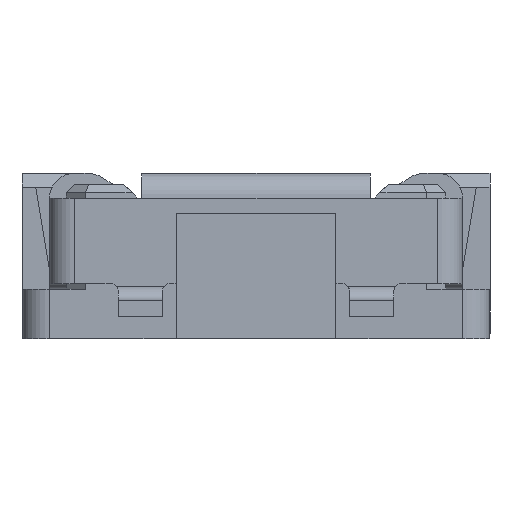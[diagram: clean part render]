
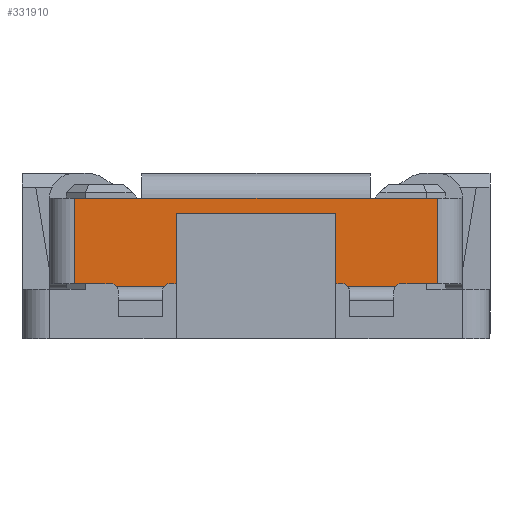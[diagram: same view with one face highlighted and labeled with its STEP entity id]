
A CAD part, left-side view. The second image highlights one B-rep face of the part: STEP entity #331910.
In plain terms, the highlighted face is planar.
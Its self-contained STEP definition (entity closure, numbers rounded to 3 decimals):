
#319060=CARTESIAN_POINT('',(2.375,-0.53,
11.605));
#319070=VERTEX_POINT('',#319060);
#325860=CARTESIAN_POINT('',(2.5,-0.22,
11.605));
#325870=VERTEX_POINT('',#325860);
#326190=CARTESIAN_POINT('',(2.5,-0.445,
11.605));
#326200=VERTEX_POINT('',#326190);
#326230=CARTESIAN_POINT('',(2.5,-0.3,11.605));
#326240=DIRECTION('',(0.,-1.,0.));
#326250=VECTOR('',#326240,1.);
#326260=LINE('',#326230,#326250);
#326270=EDGE_CURVE('',#325870,#326200,#326260,.T.);
#326390=CARTESIAN_POINT('',(2.925,-0.22,
11.605));
#326400=DIRECTION('',(-1.,0.,0.));
#326410=VECTOR('',#326400,1.);
#326420=LINE('',#326390,#326410);
#326430=CARTESIAN_POINT('',(2.48,-0.22,
11.605));
#326440=VERTEX_POINT('',#326430);
#326450=EDGE_CURVE('',#325870,#326440,#326420,.T.);
#326830=CARTESIAN_POINT('',(3.1,-0.22,
11.605));
#326840=VERTEX_POINT('',#326830);
#326870=CARTESIAN_POINT('',(2.925,-0.22,
11.605));
#326880=DIRECTION('',(-1.,0.,0.));
#326890=VECTOR('',#326880,1.);
#326900=LINE('',#326870,#326890);
#326910=CARTESIAN_POINT('',(3.08,-0.22,
11.605));
#326920=VERTEX_POINT('',#326910);
#326930=EDGE_CURVE('',#326840,#326920,#326900,.T.);
#329250=CARTESIAN_POINT('',(3.298,-0.21,
11.605));
#329260=VERTEX_POINT('',#329250);
#329290=CARTESIAN_POINT('',(3.345,-0.21,
11.605));
#329300=DIRECTION('',(-1.,0.,0.));
#329310=VECTOR('',#329300,1.);
#329320=LINE('',#329290,#329310);
#329330=CARTESIAN_POINT('',(3.122,-0.21,
11.605));
#329340=VERTEX_POINT('',#329330);
#329350=EDGE_CURVE('',#329260,#329340,#329320,.T.);
#329950=CARTESIAN_POINT('',(3.1,-0.19,
11.605));
#329960=DIRECTION('',(0.,0.,-1.));
#329970=DIRECTION('',(1.,0.,0.));
#329980=AXIS2_PLACEMENT_3D('',#329950,#329960,#329970);
#329990=CIRCLE('',#329980,0.03);
#330000=EDGE_CURVE('',#329340,#326840,#329990,.T.);
#330160=CARTESIAN_POINT('',(3.32,-0.22,
11.605));
#330170=VERTEX_POINT('',#330160);
#330560=CARTESIAN_POINT('',(3.45,-0.22,
11.605));
#330570=VERTEX_POINT('',#330560);
#330600=CARTESIAN_POINT('',(2.925,-0.22,
11.605));
#330610=DIRECTION('',(-1.,0.,0.));
#330620=VECTOR('',#330610,1.);
#330630=LINE('',#330600,#330620);
#330640=EDGE_CURVE('',#330570,#330170,#330630,.T.);
#330790=CARTESIAN_POINT('',(3.45,-0.53,
11.605));
#330800=VERTEX_POINT('',#330790);
#330830=CARTESIAN_POINT('',(3.45,-0.17,
11.605));
#330840=DIRECTION('',(0.,-1.,0.));
#330850=VECTOR('',#330840,1.);
#330860=LINE('',#330830,#330850);
#330870=EDGE_CURVE('',#330570,#330800,#330860,.T.);
#330940=CARTESIAN_POINT('',(2.375,-0.47,
11.605));
#330950=DIRECTION('',(0.,0.,-1.));
#330960=DIRECTION('',(0.,1.,0.));
#330970=AXIS2_PLACEMENT_3D('',#330940,#330950,#330960);
#330980=PLANE('',#330970);
#330990=CARTESIAN_POINT('',(2.375,-0.53,
11.605));
#331000=DIRECTION('',(1.,0.,0.));
#331010=VECTOR('',#331000,1.);
#331020=LINE('',#330990,#331010);
#331030=CARTESIAN_POINT('',(3.205,-0.53,
11.605));
#331040=VERTEX_POINT('',#331030);
#331050=EDGE_CURVE('',#319070,#331040,#331020,.T.);
#331060=ORIENTED_EDGE('',*,*,#331050,.T.);
#331070=CARTESIAN_POINT('',(2.705,-0.53,
11.605));
#331080=DIRECTION('',(-1.,0.,0.));
#331090=VECTOR('',#331080,1.);
#331100=LINE('',#331070,#331090);
#331110=CARTESIAN_POINT('',(2.13,-0.53,
11.605));
#331120=VERTEX_POINT('',#331110);
#331130=EDGE_CURVE('',#319070,#331120,#331100,.T.);
#331140=ORIENTED_EDGE('',*,*,#331130,.F.);
#331150=CARTESIAN_POINT('',(2.13,-0.19,
11.605));
#331160=DIRECTION('',(0.,1.,0.));
#331170=VECTOR('',#331160,1.);
#331180=LINE('',#331150,#331170);
#331190=CARTESIAN_POINT('',(2.13,-0.22,
11.605));
#331200=VERTEX_POINT('',#331190);
#331210=EDGE_CURVE('',#331120,#331200,#331180,.T.);
#331220=ORIENTED_EDGE('',*,*,#331210,.F.);
#331230=CARTESIAN_POINT('',(2.925,-0.22,
11.605));
#331240=DIRECTION('',(-1.,0.,0.));
#331250=VECTOR('',#331240,1.);
#331260=LINE('',#331230,#331250);
#331270=CARTESIAN_POINT('',(2.26,-0.22,
11.605));
#331280=VERTEX_POINT('',#331270);
#331290=EDGE_CURVE('',#331280,#331200,#331260,.T.);
#331300=ORIENTED_EDGE('',*,*,#331290,.T.);
#331310=CARTESIAN_POINT('',(2.26,-0.19,
11.605));
#331320=DIRECTION('',(0.,0.,-1.));
#331330=DIRECTION('',(1.,0.,0.));
#331340=AXIS2_PLACEMENT_3D('',#331310,#331320,#331330);
#331350=CIRCLE('',#331340,0.03);
#331360=CARTESIAN_POINT('',(2.282,-0.21,
11.605));
#331370=VERTEX_POINT('',#331360);
#331380=EDGE_CURVE('',#331370,#331280,#331350,.T.);
#331390=ORIENTED_EDGE('',*,*,#331380,.T.);
#331400=CARTESIAN_POINT('',(2.545,-0.21,
11.605));
#331410=DIRECTION('',(-1.,0.,0.));
#331420=VECTOR('',#331410,1.);
#331430=LINE('',#331400,#331420);
#331440=CARTESIAN_POINT('',(2.458,-0.21,
11.605));
#331450=VERTEX_POINT('',#331440);
#331460=EDGE_CURVE('',#331450,#331370,#331430,.T.);
#331470=ORIENTED_EDGE('',*,*,#331460,.T.);
#331480=CARTESIAN_POINT('',(2.48,-0.19,
11.605));
#331490=DIRECTION('',(0.,0.,1.));
#331500=DIRECTION('',(-1.,0.,0.));
#331510=AXIS2_PLACEMENT_3D('',#331480,#331490,#331500);
#331520=CIRCLE('',#331510,0.03);
#331530=EDGE_CURVE('',#331450,#326440,#331520,.T.);
#331540=ORIENTED_EDGE('',*,*,#331530,.F.);
#331550=ORIENTED_EDGE('',*,*,#326450,.T.);
#331560=ORIENTED_EDGE('',*,*,#326270,.F.);
#331570=CARTESIAN_POINT('',(2.79,-0.445,
11.605));
#331580=DIRECTION('',(1.,0.,0.));
#331590=VECTOR('',#331580,1.);
#331600=LINE('',#331570,#331590);
#331610=CARTESIAN_POINT('',(3.08,-0.445,
11.605));
#331620=VERTEX_POINT('',#331610);
#331630=EDGE_CURVE('',#326200,#331620,#331600,.T.);
#331640=ORIENTED_EDGE('',*,*,#331630,.F.);
#331650=CARTESIAN_POINT('',(3.08,-0.3,11.605));
#331660=DIRECTION('',(0.,-1.,0.));
#331670=VECTOR('',#331660,1.);
#331680=LINE('',#331650,#331670);
#331690=EDGE_CURVE('',#326920,#331620,#331680,.T.);
#331700=ORIENTED_EDGE('',*,*,#331690,.T.);
#331710=ORIENTED_EDGE('',*,*,#326930,.T.);
#331720=ORIENTED_EDGE('',*,*,#330000,.T.);
#331730=ORIENTED_EDGE('',*,*,#329350,.T.);
#331740=CARTESIAN_POINT('',(3.32,-0.19,
11.605));
#331750=DIRECTION('',(0.,0.,-1.));
#331760=DIRECTION('',(1.,0.,0.));
#331770=AXIS2_PLACEMENT_3D('',#331740,#331750,#331760);
#331780=CIRCLE('',#331770,0.03);
#331790=EDGE_CURVE('',#330170,#329260,#331780,.T.);
#331800=ORIENTED_EDGE('',*,*,#331790,.T.);
#331810=ORIENTED_EDGE('',*,*,#330640,.T.);
#331820=ORIENTED_EDGE('',*,*,#330870,.F.);
#331830=CARTESIAN_POINT('',(2.925,-0.53,
11.605));
#331840=DIRECTION('',(-1.,0.,0.));
#331850=VECTOR('',#331840,1.);
#331860=LINE('',#331830,#331850);
#331870=EDGE_CURVE('',#330800,#331040,#331860,.T.);
#331880=ORIENTED_EDGE('',*,*,#331870,.F.);
#331890=EDGE_LOOP('',(#331880,#331820,#331810,#331800,#331730,#331720,
#331710,#331700,#331640,#331560,#331550,#331540,#331470,#331390,#331300,
#331220,#331140,#331060));
#331900=FACE_OUTER_BOUND('',#331890,.T.);
#331910=ADVANCED_FACE('',(#331900),#330980,.F.);
